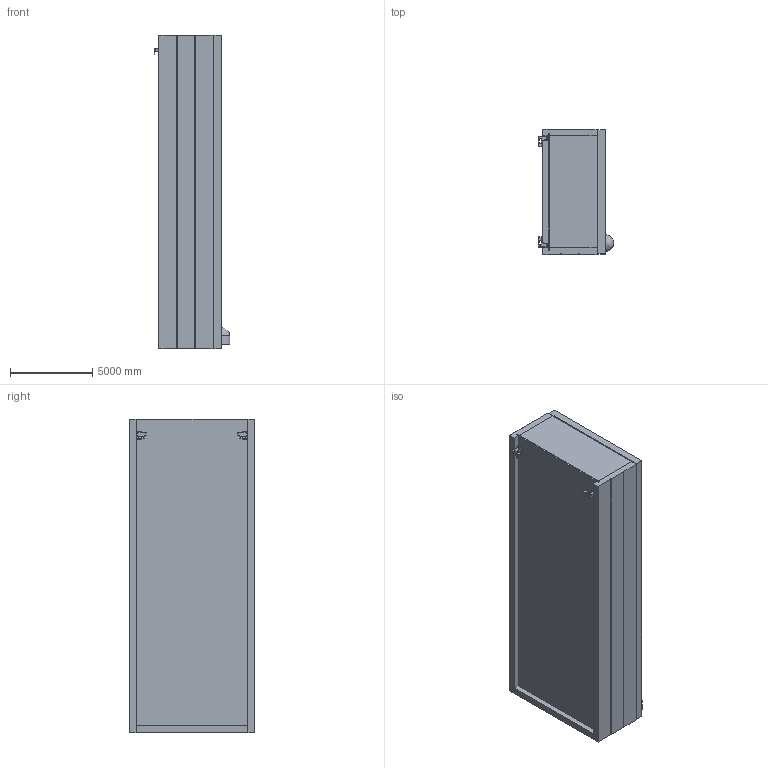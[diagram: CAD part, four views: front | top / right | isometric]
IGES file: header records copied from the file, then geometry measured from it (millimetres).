
Global section: file name: F3W_1; native system: AutoCAD 2016 - English; preprocessor: Autodesk Translation Framework DWG producer (atf_dwg_producer); organization: unknown; date: 20161003.094749; units: inch
Bounding box: 4597.12 x 7620 x 19050 mm (x, y, z)
Volume: 127023669010.1 mm3; surface area: 1120489245.3 mm2
Topology: 21 solids, 21 shells, 530 faces, 1326 edges, 882 vertices
Faces by surface type: bspline 530
